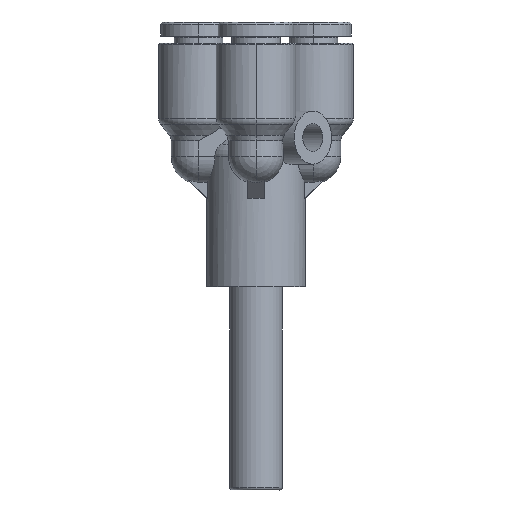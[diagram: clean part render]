
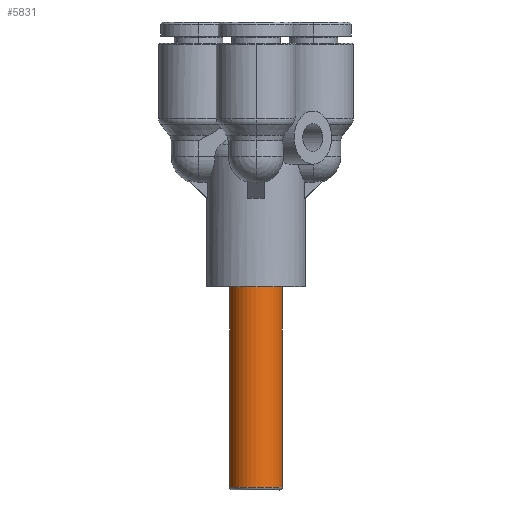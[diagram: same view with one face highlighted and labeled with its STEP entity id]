
A CAD part, front view. The second image highlights one B-rep face of the part: STEP entity #5831.
In plain terms, the highlighted cylindrical face has radius 3 mm (diameter 6 mm), a partial arc.
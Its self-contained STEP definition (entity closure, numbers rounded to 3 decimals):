
#5790=CARTESIAN_POINT('',(31.368,0.,-21.976));
#5791=DIRECTION('',(-1.0,0.,0.));
#5792=DIRECTION('',(0.,0.,-1.0));
#5793=AXIS2_PLACEMENT_3D('',#5790,#5791,#5792);
#5794=CYLINDRICAL_SURFACE('',#5793,3.);
#5795=CARTESIAN_POINT('',(42.568,0.,-24.976));
#5796=VERTEX_POINT('',#5795);
#5797=CARTESIAN_POINT('',(19.868,0.,-24.976));
#5798=VERTEX_POINT('',#5797);
#5799=CARTESIAN_POINT('',(42.568,0.,-24.976));
#5800=DIRECTION('',(-1.0,0.,0.));
#5801=VECTOR('',#5800,22.7);
#5802=LINE('',#5799,#5801);
#5803=EDGE_CURVE('',#5796,#5798,#5802,.T.);
#5804=ORIENTED_EDGE('',*,*,#5803,.F.);
#5805=CARTESIAN_POINT('',(42.568,0.,-18.976));
#5806=VERTEX_POINT('',#5805);
#5807=CARTESIAN_POINT('',(42.568,0.,-21.976));
#5808=DIRECTION('',(1.0,0.,0.));
#5809=DIRECTION('',(0.,0.,1.0));
#5810=AXIS2_PLACEMENT_3D('',#5807,#5808,#5809);
#5811=CIRCLE('',#5810,3.);
#5812=EDGE_CURVE('',#5806,#5796,#5811,.T.);
#5813=ORIENTED_EDGE('',*,*,#5812,.F.);
#5814=CARTESIAN_POINT('',(19.868,0.,-18.976));
#5815=VERTEX_POINT('',#5814);
#5816=CARTESIAN_POINT('',(19.868,0.,-18.976));
#5817=DIRECTION('',(1.0,0.,0.));
#5818=VECTOR('',#5817,22.7);
#5819=LINE('',#5816,#5818);
#5820=EDGE_CURVE('',#5815,#5806,#5819,.T.);
#5821=ORIENTED_EDGE('',*,*,#5820,.F.);
#5822=CARTESIAN_POINT('',(19.868,0.,-21.976));
#5823=DIRECTION('',(-1.0,0.,0.));
#5824=DIRECTION('',(0.,0.,-1.0));
#5825=AXIS2_PLACEMENT_3D('',#5822,#5823,#5824);
#5826=CIRCLE('',#5825,3.);
#5827=EDGE_CURVE('',#5798,#5815,#5826,.T.);
#5828=ORIENTED_EDGE('',*,*,#5827,.F.);
#5829=EDGE_LOOP('',(#5804,#5813,#5821,#5828));
#5830=FACE_OUTER_BOUND('',#5829,.T.);
#5831=ADVANCED_FACE('',(#5830),#5794,.T.);
